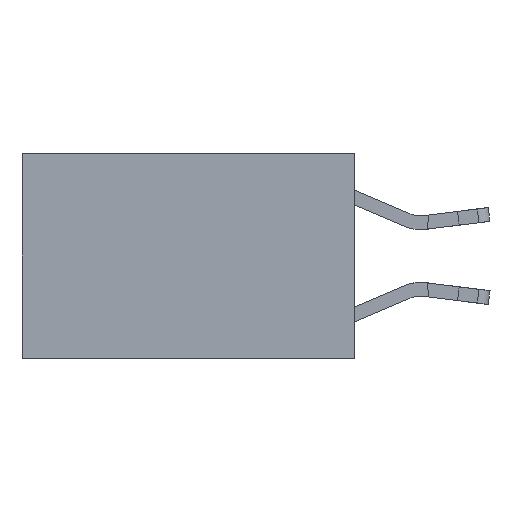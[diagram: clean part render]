
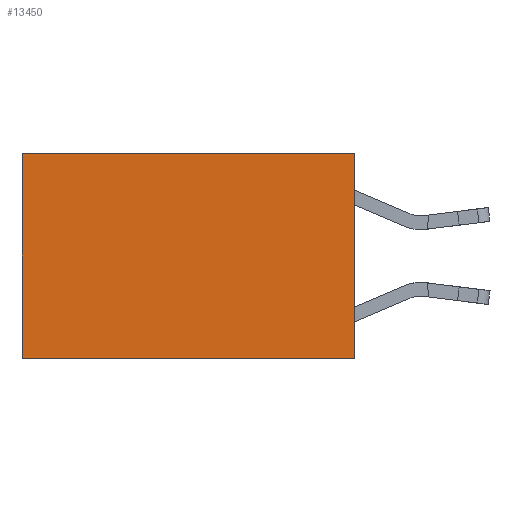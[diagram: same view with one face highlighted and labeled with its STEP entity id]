
A CAD part, left-side view. The second image highlights one B-rep face of the part: STEP entity #13450.
In plain terms, the highlighted planar face has unit normal (-1, 0, 0).
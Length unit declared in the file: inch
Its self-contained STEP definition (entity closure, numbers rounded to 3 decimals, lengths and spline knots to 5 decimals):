
#1067 = LINE ( 'NONE', #13902, #4920 ) ;
#1660 = EDGE_CURVE ( 'NONE', #5359, #10289, #1067, .T. ) ;
#1702 = EDGE_CURVE ( 'NONE', #15546, #10289, #7108, .T. ) ;
#1887 = FACE_OUTER_BOUND ( 'NONE', #14779, .T. ) ;
#2170 = CARTESIAN_POINT ( 'NONE',  ( 0.2625, 0., 0. ) ) ;
#2629 = ORIENTED_EDGE ( 'NONE', *, *, #9072, .T. ) ;
#2828 = ORIENTED_EDGE ( 'NONE', *, *, #1660, .F. ) ;
#2994 = DIRECTION ( 'NONE',  ( 0., 1., 0. ) ) ;
#3014 = DIRECTION ( 'NONE',  ( 0., 0., -1. ) ) ;
#3100 = DIRECTION ( 'NONE',  ( 0., 1., 0. ) ) ;
#4271 = DIRECTION ( 'NONE',  ( 1., 0., 0. ) ) ;
#4624 = LINE ( 'NONE', #2170, #11316 ) ;
#4690 = VECTOR ( 'NONE', #9727, 39.37008 ) ;
#4920 = VECTOR ( 'NONE', #3100, 39.37008 ) ;
#5359 = VERTEX_POINT ( 'NONE', #14267 ) ;
#6236 = CARTESIAN_POINT ( 'NONE',  ( 0.2625, 0.6, -0.37 ) ) ;
#6693 = VECTOR ( 'NONE', #10975, 39.37008 ) ;
#6726 = CARTESIAN_POINT ( 'NONE',  ( 0.2625, 0., 0. ) ) ;
#7108 = LINE ( 'NONE', #10837, #6693 ) ;
#8457 = CARTESIAN_POINT ( 'NONE',  ( 0.2625, 0., 0. ) ) ;
#8779 = ORIENTED_EDGE ( 'NONE', *, *, #1702, .T. ) ;
#9072 = EDGE_CURVE ( 'NONE', #11994, #15546, #4624, .T. ) ;
#9727 = DIRECTION ( 'NONE',  ( 0., 0., -1. ) ) ;
#10289 = VERTEX_POINT ( 'NONE', #6236 ) ;
#10355 = PLANE ( 'NONE',  #11990 ) ;
#10837 = CARTESIAN_POINT ( 'NONE',  ( 0.2625, 0.6, 0. ) ) ;
#10891 = LINE ( 'NONE', #12161, #4690 ) ;
#10975 = DIRECTION ( 'NONE',  ( 0., 0., -1. ) ) ;
#11316 = VECTOR ( 'NONE', #2994, 39.37008 ) ;
#11990 = AXIS2_PLACEMENT_3D ( 'NONE', #6726, #4271, #3014 ) ;
#11994 = VERTEX_POINT ( 'NONE', #8457 ) ;
#12161 = CARTESIAN_POINT ( 'NONE',  ( 0.2625, 0., 0. ) ) ;
#13450 = ADVANCED_FACE ( 'NONE', ( #1887 ), #10355, .F. ) ;
#13663 = EDGE_CURVE ( 'NONE', #11994, #5359, #10891, .T. ) ;
#13902 = CARTESIAN_POINT ( 'NONE',  ( 0.2625, 0., -0.37 ) ) ;
#14267 = CARTESIAN_POINT ( 'NONE',  ( 0.2625, 0., -0.37 ) ) ;
#14408 = ORIENTED_EDGE ( 'NONE', *, *, #13663, .F. ) ;
#14779 = EDGE_LOOP ( 'NONE', ( #8779, #2828, #14408, #2629 ) ) ;
#15201 = CARTESIAN_POINT ( 'NONE',  ( 0.2625, 0.6, 0. ) ) ;
#15546 = VERTEX_POINT ( 'NONE', #15201 ) ;
